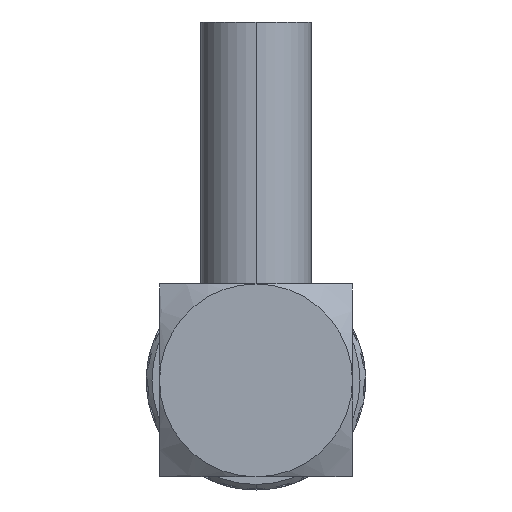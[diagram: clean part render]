
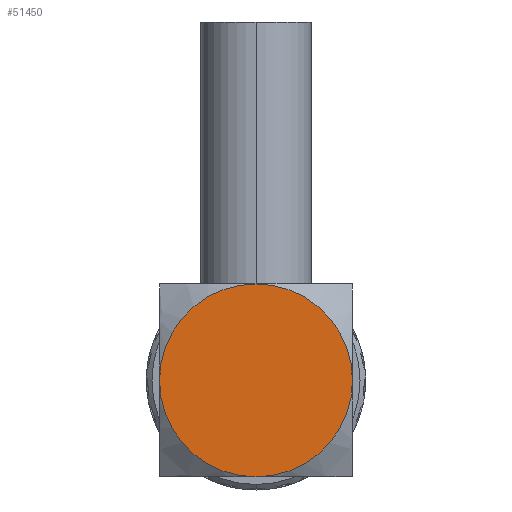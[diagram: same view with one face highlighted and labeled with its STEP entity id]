
A CAD part, front view. The second image highlights one B-rep face of the part: STEP entity #51450.
In plain terms, the highlighted planar face has unit normal (0, -1, 0).
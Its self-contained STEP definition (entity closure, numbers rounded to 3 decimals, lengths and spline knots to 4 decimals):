
#25=CARTESIAN_POINT('',(-3.5,-9.9,-3.));
#107=CARTESIAN_POINT('',(3.5,-9.9,-3.));
#168=CARTESIAN_POINT('',(0.,-9.9,-6.5));
#199=CARTESIAN_POINT('',(0.,-9.9,0.5));
#253=CARTESIAN_POINT('',(0.,-9.9,-3.));
#254=DIRECTION('',(0.,-1.,0.));
#255=DIRECTION('',(0.,0.,-1.));
#256=AXIS2_PLACEMENT_3D('',#253,#254,#255);
#258=CARTESIAN_POINT('',(0.,-9.9,-3.));
#259=DIRECTION('',(0.,-1.,0.));
#260=DIRECTION('',(-1.,0.,0.));
#261=AXIS2_PLACEMENT_3D('',#258,#259,#260);
#263=CARTESIAN_POINT('',(0.,-9.9,-3.));
#264=DIRECTION('',(0.,-1.,0.));
#265=DIRECTION('',(0.,0.,1.));
#266=AXIS2_PLACEMENT_3D('',#263,#264,#265);
#268=CARTESIAN_POINT('',(0.,-9.9,-3.));
#269=DIRECTION('',(0.,-1.,0.));
#270=DIRECTION('',(1.,0.,0.));
#271=AXIS2_PLACEMENT_3D('',#268,#269,#270);
#45443=VERTEX_POINT('',#25);
#45446=VERTEX_POINT('',#107);
#45448=VERTEX_POINT('',#168);
#45449=VERTEX_POINT('',#199);
#51439=CARTESIAN_POINT('',(-3.5,-9.9,0.5));
#51440=DIRECTION('',(0.,-1.,0.));
#51441=DIRECTION('',(0.,0.,-1.));
#51442=AXIS2_PLACEMENT_3D('',#51439,#51440,#51441);
#51443=PLANE('',#51442);
#51444=ORIENTED_EDGE('',*,*,#51422,.F.);
#51445=ORIENTED_EDGE('',*,*,#51370,.F.);
#51446=ORIENTED_EDGE('',*,*,#51359,.F.);
#51447=ORIENTED_EDGE('',*,*,#51433,.F.);
#51448=EDGE_LOOP('',(#51444,#51445,#51446,#51447));
#51449=FACE_OUTER_BOUND('',#51448,.F.);
#257=CIRCLE('',#256,3.5);
#262=CIRCLE('',#261,3.5);
#267=CIRCLE('',#266,3.5);
#272=CIRCLE('',#271,3.5);
#51359=EDGE_CURVE('',#45449,#45443,#267,.T.);
#51370=EDGE_CURVE('',#45443,#45448,#262,.T.);
#51422=EDGE_CURVE('',#45448,#45446,#257,.T.);
#51433=EDGE_CURVE('',#45446,#45449,#272,.T.);
#51450=ADVANCED_FACE('',(#51449),#51443,.T.);
